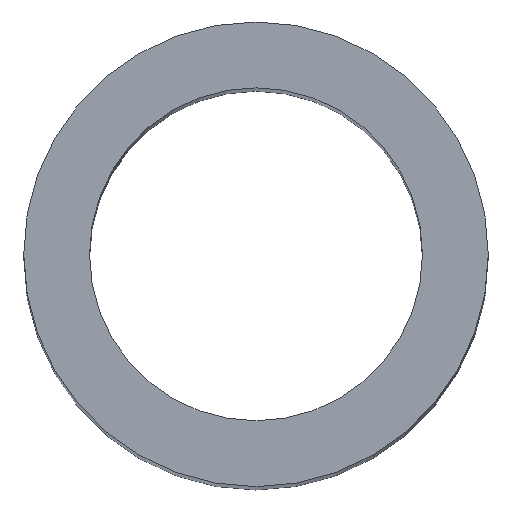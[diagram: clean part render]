
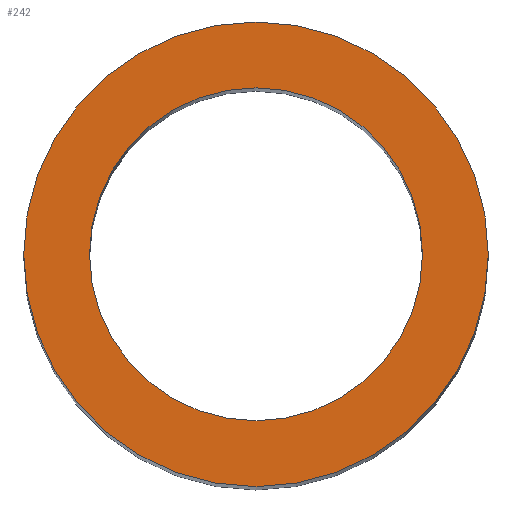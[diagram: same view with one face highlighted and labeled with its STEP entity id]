
A CAD part, top view. The second image highlights one B-rep face of the part: STEP entity #242.
In plain terms, the highlighted planar face has unit normal (0, 0, 1).
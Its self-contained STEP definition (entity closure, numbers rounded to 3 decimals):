
#2 = EDGE_CURVE ( 'NONE', #118, #39, #140, .T. ) ;
#12 = ORIENTED_EDGE ( 'NONE', *, *, #143, .F. ) ;
#22 = DIRECTION ( 'NONE',  ( 1., 0., 0. ) ) ;
#27 = EDGE_LOOP ( 'NONE', ( #132, #72 ) ) ;
#36 = AXIS2_PLACEMENT_3D ( 'NONE', #215, #66, #189 ) ;
#39 = VERTEX_POINT ( 'NONE', #127 ) ;
#47 = AXIS2_PLACEMENT_3D ( 'NONE', #125, #122, #142 ) ;
#49 = CARTESIAN_POINT ( 'NONE',  ( -3., 0., 12.5 ) ) ;
#50 = DIRECTION ( 'NONE',  ( 0., 0., 1. ) ) ;
#66 = DIRECTION ( 'NONE',  ( 0., 0., 1. ) ) ;
#72 = ORIENTED_EDGE ( 'NONE', *, *, #87, .T. ) ;
#78 = AXIS2_PLACEMENT_3D ( 'NONE', #90, #50, #160 ) ;
#80 = DIRECTION ( 'NONE',  ( 1., 0., 0. ) ) ;
#85 = ORIENTED_EDGE ( 'NONE', *, *, #2, .F. ) ;
#86 = CARTESIAN_POINT ( 'NONE',  ( -2.15, 0., 12.5 ) ) ;
#87 = EDGE_CURVE ( 'NONE', #166, #148, #165, .T. ) ;
#90 = CARTESIAN_POINT ( 'NONE',  ( 0., 0., 12.5 ) ) ;
#94 = AXIS2_PLACEMENT_3D ( 'NONE', #138, #185, #80 ) ;
#113 = EDGE_LOOP ( 'NONE', ( #85, #12 ) ) ;
#118 = VERTEX_POINT ( 'NONE', #86 ) ;
#122 = DIRECTION ( 'NONE',  ( 0., 0., 1. ) ) ;
#125 = CARTESIAN_POINT ( 'NONE',  ( 0., 0., 12.5 ) ) ;
#127 = CARTESIAN_POINT ( 'NONE',  ( 2.15, 0., 12.5 ) ) ;
#132 = ORIENTED_EDGE ( 'NONE', *, *, #221, .T. ) ;
#138 = CARTESIAN_POINT ( 'NONE',  ( 0., 0., 12.5 ) ) ;
#140 = CIRCLE ( 'NONE', #94, 2.15 ) ;
#142 = DIRECTION ( 'NONE',  ( 1., 0., 0. ) ) ;
#143 = EDGE_CURVE ( 'NONE', #39, #118, #178, .T. ) ;
#146 = CARTESIAN_POINT ( 'NONE',  ( 0., 0., 12.5 ) ) ;
#148 = VERTEX_POINT ( 'NONE', #49 ) ;
#160 = DIRECTION ( 'NONE',  ( 1., 0., 0. ) ) ;
#165 = CIRCLE ( 'NONE', #36, 3. ) ;
#166 = VERTEX_POINT ( 'NONE', #233 ) ;
#178 = CIRCLE ( 'NONE', #47, 2.15 ) ;
#185 = DIRECTION ( 'NONE',  ( 0., 0., 1. ) ) ;
#188 = DIRECTION ( 'NONE',  ( 0., 0., 1. ) ) ;
#189 = DIRECTION ( 'NONE',  ( 1., 0., 0. ) ) ;
#197 = FACE_BOUND ( 'NONE', #113, .T. ) ;
#198 = PLANE ( 'NONE',  #78 ) ;
#215 = CARTESIAN_POINT ( 'NONE',  ( 0., 0., 12.5 ) ) ;
#221 = EDGE_CURVE ( 'NONE', #148, #166, #237, .T. ) ;
#230 = AXIS2_PLACEMENT_3D ( 'NONE', #146, #188, #22 ) ;
#233 = CARTESIAN_POINT ( 'NONE',  ( 3., 0., 12.5 ) ) ;
#237 = CIRCLE ( 'NONE', #230, 3. ) ;
#242 = ADVANCED_FACE ( 'NONE', ( #246, #197 ), #198, .T. ) ;
#246 = FACE_OUTER_BOUND ( 'NONE', #27, .T. ) ;
